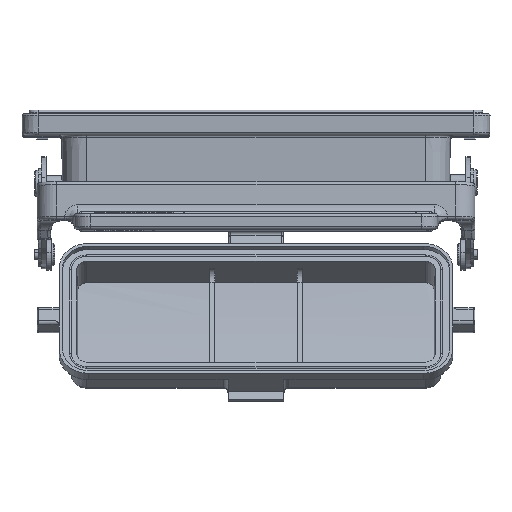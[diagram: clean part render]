
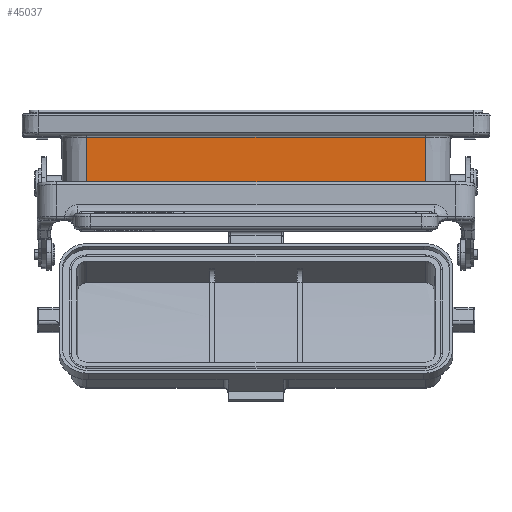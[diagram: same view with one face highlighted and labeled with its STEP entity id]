
A CAD part, top view. The second image highlights one B-rep face of the part: STEP entity #45037.
In plain terms, the highlighted planar face has unit normal (0, -0.009, 1).
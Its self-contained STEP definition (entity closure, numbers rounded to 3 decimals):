
#3186=DIRECTION('',(0.,1.,0.009));
#3187=VECTOR('',#3186,18.208);
#3188=CARTESIAN_POINT('',(52.5,0.,
21.5));
#3189=LINE('',#3188,#3187);
#3649=DIRECTION('',(-1.,0.,0.));
#3650=VECTOR('',#3649,105.);
#3651=CARTESIAN_POINT('',(52.5,18.207,21.659));
#3652=LINE('',#3651,#3650);
#3663=DIRECTION('',(1.,0.,0.));
#3664=VECTOR('',#3663,105.);
#3665=CARTESIAN_POINT('',(-52.5,0.,
21.5));
#3666=LINE('',#3665,#3664);
#4058=DIRECTION('',(0.,-1.,-0.009));
#4059=VECTOR('',#4058,18.208);
#4060=CARTESIAN_POINT('',(-52.5,18.207,21.659));
#4061=LINE('',#4060,#4059);
#37043=CARTESIAN_POINT('',(52.5,18.207,21.659));
#37044=VERTEX_POINT('',#37043);
#37045=CARTESIAN_POINT('',(52.5,0.,21.5));
#37047=VERTEX_POINT('',#37045);
#37050=CARTESIAN_POINT('',(-52.5,0.,21.5));
#37052=VERTEX_POINT('',#37050);
#37073=CARTESIAN_POINT('',(-52.5,18.207,
21.659));
#37074=VERTEX_POINT('',#37073);
#45024=CARTESIAN_POINT('',(-62.864,0.,21.5));
#45025=DIRECTION('',(0.,-0.009,1.));
#45026=DIRECTION('',(-1.,0.,0.));
#45027=AXIS2_PLACEMENT_3D('',#45024,#45025,#45026);
#45028=PLANE('',#45027);
#45030=ORIENTED_EDGE('',*,*,#45029,.F.);
#45032=ORIENTED_EDGE('',*,*,#45031,.F.);
#45033=ORIENTED_EDGE('',*,*,#45015,.F.);
#45034=ORIENTED_EDGE('',*,*,#44623,.F.);
#45035=EDGE_LOOP('',(#45030,#45032,#45033,#45034));
#45036=FACE_OUTER_BOUND('',#45035,.F.);
#45037=ADVANCED_FACE('',(#45036),#45028,.T.);
#44623=EDGE_CURVE('',#37047,#37044,#3189,.T.);
#45015=EDGE_CURVE('',#37044,#37074,#3652,.T.);
#45029=EDGE_CURVE('',#37052,#37047,#3666,.T.);
#45031=EDGE_CURVE('',#37074,#37052,#4061,.T.);
